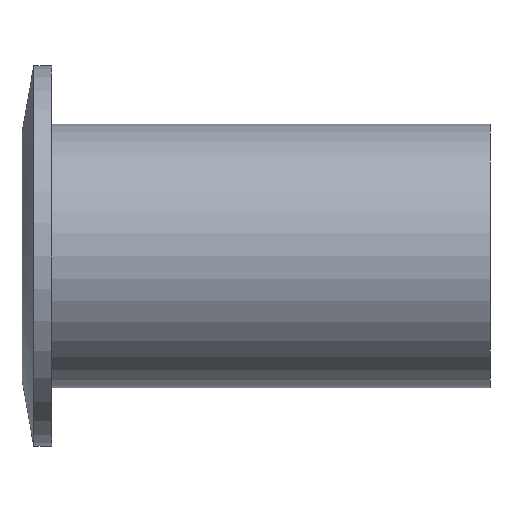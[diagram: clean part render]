
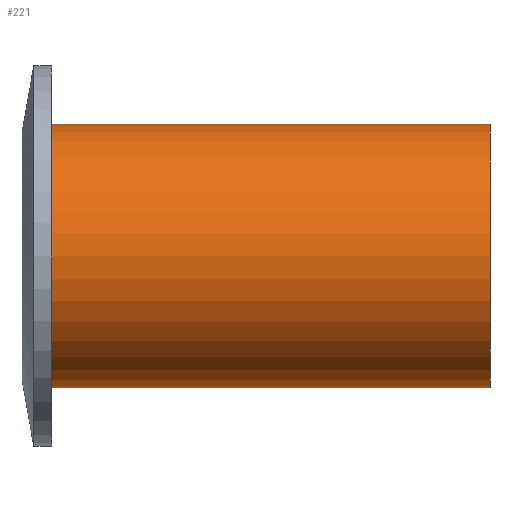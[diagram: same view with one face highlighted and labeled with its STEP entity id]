
A CAD part, left-side view. The second image highlights one B-rep face of the part: STEP entity #221.
In plain terms, the highlighted cylindrical face has radius 3.747 mm (diameter 7.493 mm), a partial arc.
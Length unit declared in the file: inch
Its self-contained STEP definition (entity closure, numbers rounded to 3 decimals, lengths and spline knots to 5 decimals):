
#35 = ORIENTED_EDGE ( 'NONE', *, *, #396, .T. ) ;
#40 = LINE ( 'NONE', #238, #426 ) ;
#53 = CARTESIAN_POINT ( 'NONE',  ( 0., -0.523, -0.1475 ) ) ;
#88 = VERTEX_POINT ( 'NONE', #354 ) ;
#90 = ORIENTED_EDGE ( 'NONE', *, *, #415, .F. ) ;
#138 = DIRECTION ( 'NONE',  ( 0., -1., 0. ) ) ;
#165 = VECTOR ( 'NONE', #138, 39.37008 ) ;
#168 = CIRCLE ( 'NONE', #308, 0.1475 ) ;
#183 = CARTESIAN_POINT ( 'NONE',  ( 0., -0.523, 0.1475 ) ) ;
#185 = DIRECTION ( 'NONE',  ( 0., -1., 0. ) ) ;
#188 = FACE_OUTER_BOUND ( 'NONE', #417, .T. ) ;
#196 = DIRECTION ( 'NONE',  ( 0., 0., -1. ) ) ;
#199 = DIRECTION ( 'NONE',  ( 0., -1., 0. ) ) ;
#221 = ADVANCED_FACE ( 'NONE', ( #188 ), #474, .T. ) ;
#224 = VERTEX_POINT ( 'NONE', #183 ) ;
#238 = CARTESIAN_POINT ( 'NONE',  ( 0., -0.523, -0.1475 ) ) ;
#262 = ORIENTED_EDGE ( 'NONE', *, *, #423, .T. ) ;
#272 = AXIS2_PLACEMENT_3D ( 'NONE', #313, #379, #196 ) ;
#287 = AXIS2_PLACEMENT_3D ( 'NONE', #369, #185, #478 ) ;
#295 = VERTEX_POINT ( 'NONE', #410 ) ;
#298 = ORIENTED_EDGE ( 'NONE', *, *, #462, .F. ) ;
#308 = AXIS2_PLACEMENT_3D ( 'NONE', #382, #199, #315 ) ;
#311 = LINE ( 'NONE', #438, #165 ) ;
#313 = CARTESIAN_POINT ( 'NONE',  ( 0., -0.523, 0. ) ) ;
#315 = DIRECTION ( 'NONE',  ( 0., 0., -1. ) ) ;
#317 = DIRECTION ( 'NONE',  ( 0., -1., 0. ) ) ;
#354 = CARTESIAN_POINT ( 'NONE',  ( 0., -0.033, -0.1475 ) ) ;
#369 = CARTESIAN_POINT ( 'NONE',  ( 0., -0.523, 0. ) ) ;
#379 = DIRECTION ( 'NONE',  ( 0., -1., 0. ) ) ;
#382 = CARTESIAN_POINT ( 'NONE',  ( 0., -0.033, 0. ) ) ;
#396 = EDGE_CURVE ( 'NONE', #295, #88, #168, .T. ) ;
#410 = CARTESIAN_POINT ( 'NONE',  ( 0., -0.033, 0.1475 ) ) ;
#415 = EDGE_CURVE ( 'NONE', #224, #439, #441, .T. ) ;
#417 = EDGE_LOOP ( 'NONE', ( #298, #35, #262, #90 ) ) ;
#423 = EDGE_CURVE ( 'NONE', #88, #439, #40, .T. ) ;
#426 = VECTOR ( 'NONE', #317, 39.37008 ) ;
#438 = CARTESIAN_POINT ( 'NONE',  ( 0., -0.523, 0.1475 ) ) ;
#439 = VERTEX_POINT ( 'NONE', #53 ) ;
#441 = CIRCLE ( 'NONE', #272, 0.1475 ) ;
#462 = EDGE_CURVE ( 'NONE', #295, #224, #311, .T. ) ;
#474 = CYLINDRICAL_SURFACE ( 'NONE', #287, 0.1475 ) ;
#478 = DIRECTION ( 'NONE',  ( 0., 0., -1. ) ) ;
